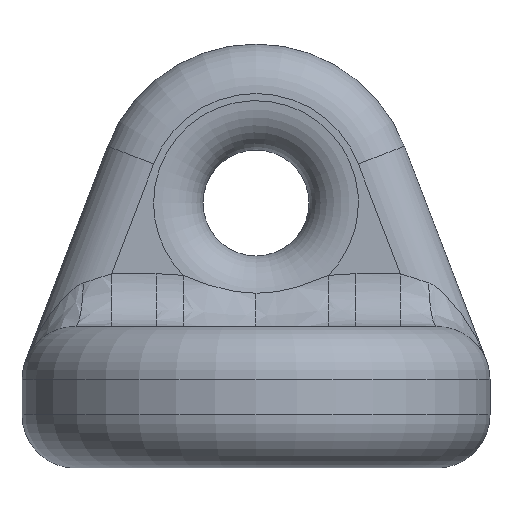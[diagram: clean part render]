
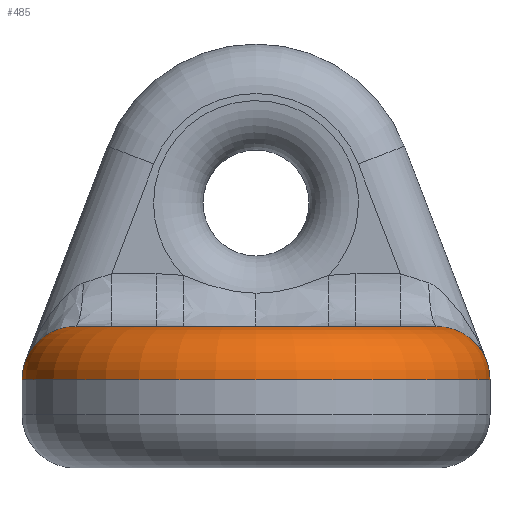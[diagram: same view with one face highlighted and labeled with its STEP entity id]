
A CAD part, left-side view. The second image highlights one B-rep face of the part: STEP entity #485.
In plain terms, the highlighted toroidal (fillet/blend) face has major radius 10.25 mm and minor radius 3 mm.
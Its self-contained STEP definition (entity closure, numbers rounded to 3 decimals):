
#24 = VERTEX_POINT('',#25);
#25 = CARTESIAN_POINT('',(-12.,10.25,4.));
#31 = EDGE_CURVE('',#32,#24,#34,.T.);
#32 = VERTEX_POINT('',#33);
#33 = CARTESIAN_POINT('',(-12.,13.25,1.));
#34 = CIRCLE('',#35,3.);
#35 = AXIS2_PLACEMENT_3D('',#36,#37,#38);
#36 = CARTESIAN_POINT('',(-12.,10.25,1.));
#37 = DIRECTION('',(1.,0.,0.));
#38 = DIRECTION('',(0.,1.,0.));
#131 = VERTEX_POINT('',#132);
#132 = CARTESIAN_POINT('',(-12.,-10.25,4.));
#210 = EDGE_CURVE('',#24,#131,#211,.T.);
#211 = CIRCLE('',#212,10.25);
#212 = AXIS2_PLACEMENT_3D('',#213,#214,#215);
#213 = CARTESIAN_POINT('',(-12.,0.,4.));
#214 = DIRECTION('',(0.,-0.,1.));
#215 = DIRECTION('',(0.,1.,0.));
#485 = ADVANCED_FACE('',(#486),#506,.T.);
#486 = FACE_BOUND('',#487,.T.);
#487 = EDGE_LOOP('',(#488,#489,#498,#505));
#488 = ORIENTED_EDGE('',*,*,#31,.F.);
#489 = ORIENTED_EDGE('',*,*,#490,.T.);
#490 = EDGE_CURVE('',#32,#491,#493,.T.);
#491 = VERTEX_POINT('',#492);
#492 = CARTESIAN_POINT('',(-12.,-13.25,1.));
#493 = CIRCLE('',#494,13.25);
#494 = AXIS2_PLACEMENT_3D('',#495,#496,#497);
#495 = CARTESIAN_POINT('',(-12.,0.,1.));
#496 = DIRECTION('',(0.,-0.,1.));
#497 = DIRECTION('',(0.,1.,0.));
#498 = ORIENTED_EDGE('',*,*,#499,.T.);
#499 = EDGE_CURVE('',#491,#131,#500,.T.);
#500 = CIRCLE('',#501,3.);
#501 = AXIS2_PLACEMENT_3D('',#502,#503,#504);
#502 = CARTESIAN_POINT('',(-12.,-10.25,1.));
#503 = DIRECTION('',(-1.,0.,0.));
#504 = DIRECTION('',(0.,-1.,0.));
#505 = ORIENTED_EDGE('',*,*,#210,.F.);
#506 = TOROIDAL_SURFACE('',#507,10.25,3.);
#507 = AXIS2_PLACEMENT_3D('',#508,#509,#510);
#508 = CARTESIAN_POINT('',(-12.,0.,1.));
#509 = DIRECTION('',(0.,0.,1.));
#510 = DIRECTION('',(0.,1.,0.));
